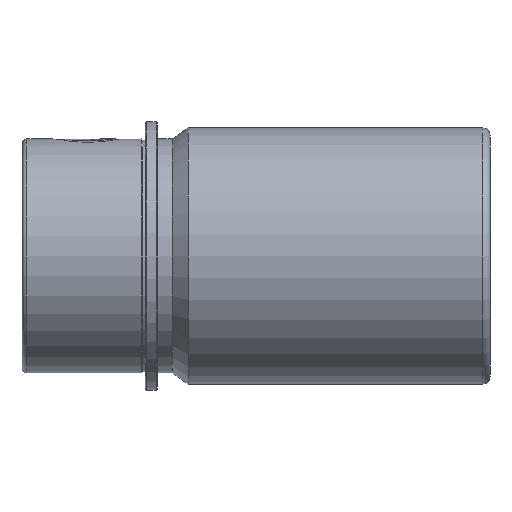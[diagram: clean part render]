
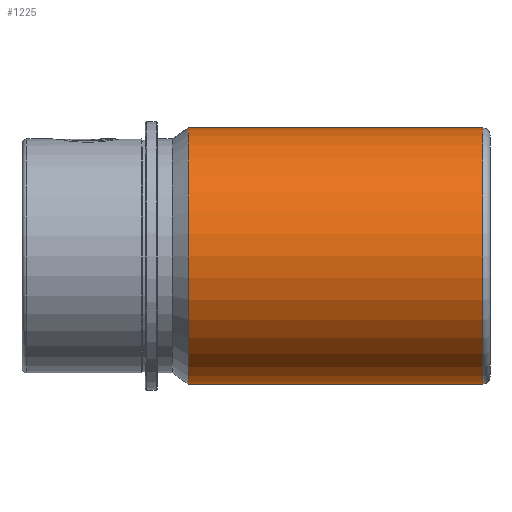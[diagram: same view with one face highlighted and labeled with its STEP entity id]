
A CAD part, left-side view. The second image highlights one B-rep face of the part: STEP entity #1225.
In plain terms, the highlighted cylindrical face has radius 52 mm (diameter 104 mm), a partial arc.
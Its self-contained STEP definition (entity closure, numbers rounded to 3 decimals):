
#10 = EDGE_CURVE ( 'NONE', #150, #1137, #205, .T. ) ;
#51 = CIRCLE ( 'NONE', #2559, 52. ) ;
#150 = VERTEX_POINT ( 'NONE', #2993 ) ;
#167 = DIRECTION ( 'NONE',  ( 0., -1., 0. ) ) ;
#205 = LINE ( 'NONE', #2230, #2675 ) ;
#326 = EDGE_CURVE ( 'NONE', #2555, #2276, #1343, .T. ) ;
#376 = ORIENTED_EDGE ( 'NONE', *, *, #10, .F. ) ;
#434 = VECTOR ( 'NONE', #1295, 1000. ) ;
#591 = CIRCLE ( 'NONE', #1798, 52. ) ;
#662 = DIRECTION ( 'NONE',  ( 0., 0., -1. ) ) ;
#1062 = ORIENTED_EDGE ( 'NONE', *, *, #2702, .T. ) ;
#1137 = VERTEX_POINT ( 'NONE', #2107 ) ;
#1225 = ADVANCED_FACE ( 'NONE', ( #2784 ), #3026, .T. ) ;
#1295 = DIRECTION ( 'NONE',  ( 0., -1., 0. ) ) ;
#1343 = LINE ( 'NONE', #2597, #434 ) ;
#1349 = CARTESIAN_POINT ( 'NONE',  ( -17.5, -65.308, -52. ) ) ;
#1413 = CARTESIAN_POINT ( 'NONE',  ( -17.5, 54.266, -52. ) ) ;
#1414 = DIRECTION ( 'NONE',  ( 0., 0., -1. ) ) ;
#1443 = DIRECTION ( 'NONE',  ( 0., -1., 0. ) ) ;
#1464 = EDGE_LOOP ( 'NONE', ( #376, #1062, #2721, #3193 ) ) ;
#1660 = CARTESIAN_POINT ( 'NONE',  ( -17.5, -65.308, 0. ) ) ;
#1798 = AXIS2_PLACEMENT_3D ( 'NONE', #2213, #2736, #662 ) ;
#1884 = EDGE_CURVE ( 'NONE', #1137, #2276, #51, .T. ) ;
#2001 = CARTESIAN_POINT ( 'NONE',  ( -17.5, 0., 0. ) ) ;
#2036 = DIRECTION ( 'NONE',  ( 0., -1., 0. ) ) ;
#2107 = CARTESIAN_POINT ( 'NONE',  ( -17.5, -65.308, 52. ) ) ;
#2160 = AXIS2_PLACEMENT_3D ( 'NONE', #2001, #2036, #2304 ) ;
#2213 = CARTESIAN_POINT ( 'NONE',  ( -17.5, 54.266, 0. ) ) ;
#2230 = CARTESIAN_POINT ( 'NONE',  ( -17.5, 0., 52. ) ) ;
#2276 = VERTEX_POINT ( 'NONE', #1349 ) ;
#2304 = DIRECTION ( 'NONE',  ( 0., 0., -1. ) ) ;
#2555 = VERTEX_POINT ( 'NONE', #1413 ) ;
#2559 = AXIS2_PLACEMENT_3D ( 'NONE', #1660, #1443, #1414 ) ;
#2597 = CARTESIAN_POINT ( 'NONE',  ( -17.5, 0., -52. ) ) ;
#2675 = VECTOR ( 'NONE', #167, 1000. ) ;
#2702 = EDGE_CURVE ( 'NONE', #150, #2555, #591, .T. ) ;
#2721 = ORIENTED_EDGE ( 'NONE', *, *, #326, .T. ) ;
#2736 = DIRECTION ( 'NONE',  ( 0., -1., 0. ) ) ;
#2784 = FACE_OUTER_BOUND ( 'NONE', #1464, .T. ) ;
#2993 = CARTESIAN_POINT ( 'NONE',  ( -17.5, 54.266, 52. ) ) ;
#3026 = CYLINDRICAL_SURFACE ( 'NONE', #2160, 52. ) ;
#3193 = ORIENTED_EDGE ( 'NONE', *, *, #1884, .F. ) ;
